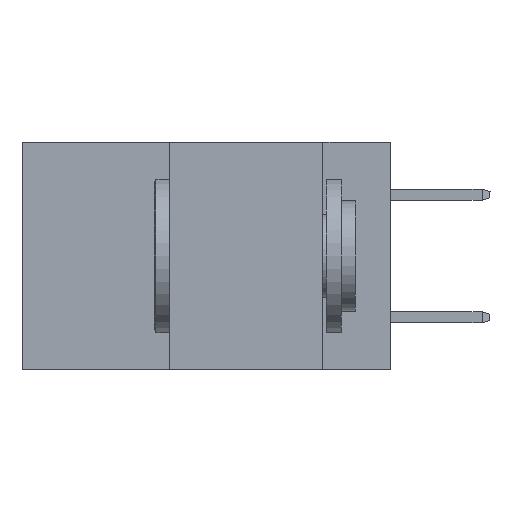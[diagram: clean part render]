
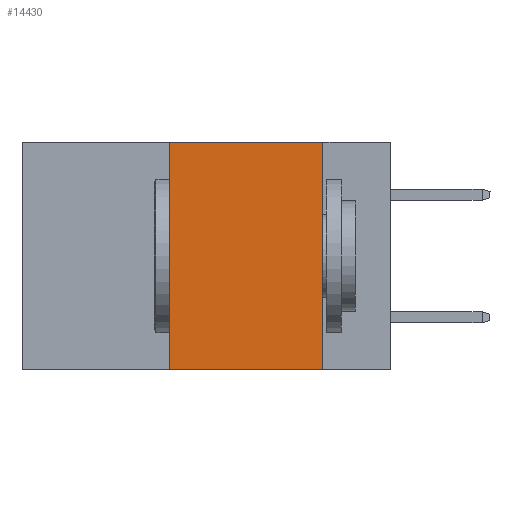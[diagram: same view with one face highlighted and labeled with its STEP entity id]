
A CAD part, left-side view. The second image highlights one B-rep face of the part: STEP entity #14430.
In plain terms, the highlighted planar face has unit normal (-1, 0, 0).
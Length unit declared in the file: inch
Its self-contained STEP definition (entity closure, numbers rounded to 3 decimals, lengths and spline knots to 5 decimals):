
#914 = DIRECTION ( 'NONE',  ( 0., -1., 0. ) ) ;
#1050 = CARTESIAN_POINT ( 'NONE',  ( 0., 0.6, -0.37 ) ) ;
#1458 = DIRECTION ( 'NONE',  ( 1., 0., 0. ) ) ;
#2155 = EDGE_CURVE ( 'NONE', #7530, #10875, #12006, .T. ) ;
#3552 = CARTESIAN_POINT ( 'NONE',  ( 0., 0.11, 0. ) ) ;
#3620 = VECTOR ( 'NONE', #9014, 39.37008 ) ;
#4730 = DIRECTION ( 'NONE',  ( 0., 0., -1. ) ) ;
#5793 = FACE_OUTER_BOUND ( 'NONE', #16849, .T. ) ;
#6841 = ORIENTED_EDGE ( 'NONE', *, *, #11668, .F. ) ;
#7530 = VERTEX_POINT ( 'NONE', #16056 ) ;
#7716 = VECTOR ( 'NONE', #914, 39.37008 ) ;
#7870 = CARTESIAN_POINT ( 'NONE',  ( 0., 0.6, 0. ) ) ;
#7919 = LINE ( 'NONE', #17008, #3620 ) ;
#8220 = DIRECTION ( 'NONE',  ( 0., 0., -1. ) ) ;
#8416 = CARTESIAN_POINT ( 'NONE',  ( 0., 0.36, 0. ) ) ;
#9014 = DIRECTION ( 'NONE',  ( 0., 0., 1. ) ) ;
#9625 = CARTESIAN_POINT ( 'NONE',  ( 0., 0.11, -0.37 ) ) ;
#9838 = CARTESIAN_POINT ( 'NONE',  ( 0., 0.11, 0. ) ) ;
#10162 = VECTOR ( 'NONE', #8220, 39.37008 ) ;
#10395 = LINE ( 'NONE', #3552, #10162 ) ;
#10875 = VERTEX_POINT ( 'NONE', #9625 ) ;
#11191 = EDGE_CURVE ( 'NONE', #7530, #18038, #7919, .T. ) ;
#11264 = ORIENTED_EDGE ( 'NONE', *, *, #2155, .T. ) ;
#11305 = LINE ( 'NONE', #7870, #14796 ) ;
#11668 = EDGE_CURVE ( 'NONE', #18076, #10875, #10395, .T. ) ;
#12006 = LINE ( 'NONE', #1050, #7716 ) ;
#14430 = ADVANCED_FACE ( 'NONE', ( #5793 ), #19053, .F. ) ;
#14796 = VECTOR ( 'NONE', #17639, 39.37008 ) ;
#15802 = EDGE_CURVE ( 'NONE', #18038, #18076, #11305, .T. ) ;
#15888 = ORIENTED_EDGE ( 'NONE', *, *, #11191, .F. ) ;
#15939 = ORIENTED_EDGE ( 'NONE', *, *, #15802, .F. ) ;
#16056 = CARTESIAN_POINT ( 'NONE',  ( 0., 0.36, -0.37 ) ) ;
#16849 = EDGE_LOOP ( 'NONE', ( #6841, #15939, #15888, #11264 ) ) ;
#17008 = CARTESIAN_POINT ( 'NONE',  ( 0., 0.36, 0. ) ) ;
#17639 = DIRECTION ( 'NONE',  ( 0., -1., 0. ) ) ;
#18038 = VERTEX_POINT ( 'NONE', #8416 ) ;
#18076 = VERTEX_POINT ( 'NONE', #9838 ) ;
#19053 = PLANE ( 'NONE',  #19056 ) ;
#19056 = AXIS2_PLACEMENT_3D ( 'NONE', #19120, #1458, #4730 ) ;
#19120 = CARTESIAN_POINT ( 'NONE',  ( 0., 0.6, 0. ) ) ;
